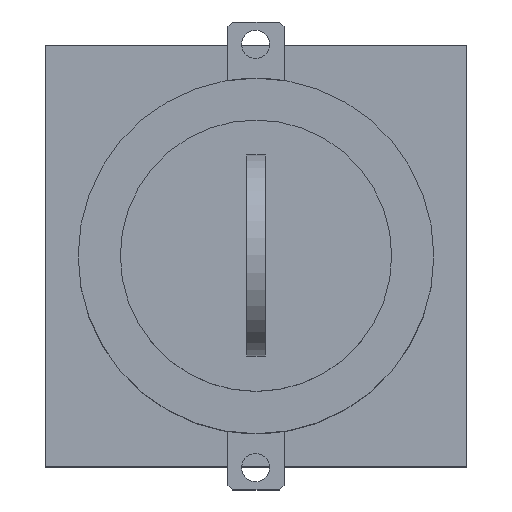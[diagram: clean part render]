
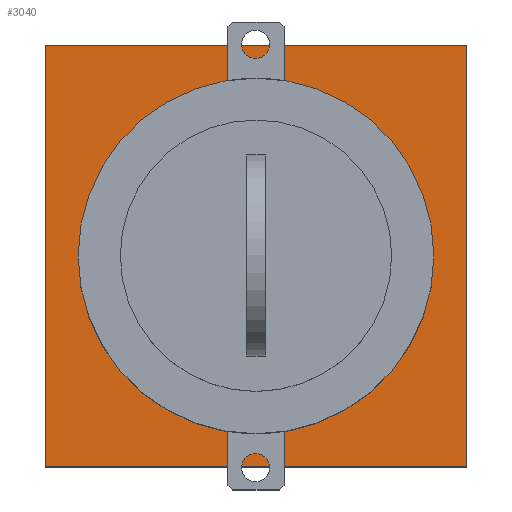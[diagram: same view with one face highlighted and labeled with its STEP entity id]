
A CAD part, top view. The second image highlights one B-rep face of the part: STEP entity #3040.
In plain terms, the highlighted planar face has unit normal (0, 0, 1).
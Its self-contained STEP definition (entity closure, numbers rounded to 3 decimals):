
#3001=CARTESIAN_POINT('',(22.5,0.,29.));
#3002=DIRECTION('',(0.0,0.0,1.0));
#3003=DIRECTION('',(1.0,0.0,0.0));
#3004=AXIS2_PLACEMENT_3D('',#3001,#3002,#3003);
#3005=PLANE('',#3004);
#3006=CARTESIAN_POINT('',(45.,-22.5,29.));
#3007=VERTEX_POINT('',#3006);
#3008=CARTESIAN_POINT('',(0.0,-22.5,29.));
#3009=VERTEX_POINT('',#3008);
#3010=CARTESIAN_POINT('',(45.,-22.5,29.));
#3011=DIRECTION('',(-1.0,0.0,0.0));
#3012=VECTOR('',#3011,45.);
#3013=LINE('',#3010,#3012);
#3014=EDGE_CURVE('',#3007,#3009,#3013,.T.);
#3015=ORIENTED_EDGE('',*,*,#3014,.F.);
#3016=CARTESIAN_POINT('',(45.,22.5,29.));
#3017=VERTEX_POINT('',#3016);
#3018=CARTESIAN_POINT('',(45.,22.5,29.));
#3019=DIRECTION('',(0.0,-1.0,0.0));
#3020=VECTOR('',#3019,45.0);
#3021=LINE('',#3018,#3020);
#3022=EDGE_CURVE('',#3017,#3007,#3021,.T.);
#3023=ORIENTED_EDGE('',*,*,#3022,.F.);
#3024=CARTESIAN_POINT('',(0.0,22.5,29.));
#3025=VERTEX_POINT('',#3024);
#3026=CARTESIAN_POINT('',(0.0,22.5,29.));
#3027=DIRECTION('',(1.0,0.0,0.0));
#3028=VECTOR('',#3027,45.);
#3029=LINE('',#3026,#3028);
#3030=EDGE_CURVE('',#3025,#3017,#3029,.T.);
#3031=ORIENTED_EDGE('',*,*,#3030,.F.);
#3032=CARTESIAN_POINT('',(0.0,-22.5,29.));
#3033=DIRECTION('',(0.0,1.0,0.0));
#3034=VECTOR('',#3033,45.0);
#3035=LINE('',#3032,#3034);
#3036=EDGE_CURVE('',#3009,#3025,#3035,.T.);
#3037=ORIENTED_EDGE('',*,*,#3036,.F.);
#3038=EDGE_LOOP('',(#3015,#3023,#3031,#3037));
#3039=FACE_OUTER_BOUND('',#3038,.T.);
#3040=ADVANCED_FACE('',(#3039),#3005,.T.);
